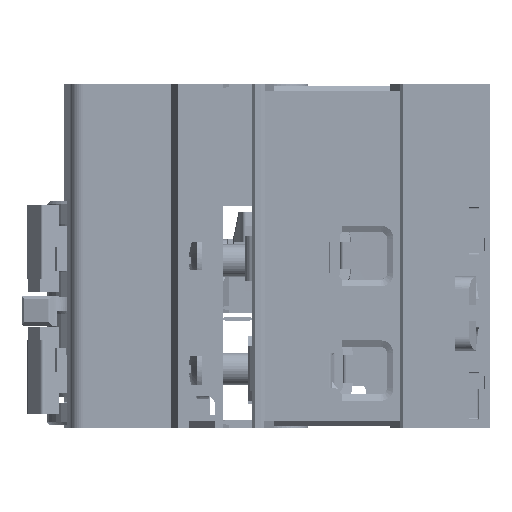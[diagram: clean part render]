
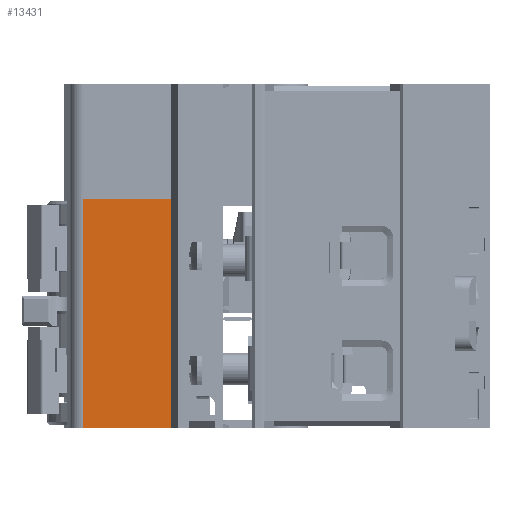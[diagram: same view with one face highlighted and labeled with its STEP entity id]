
A CAD part, left-side view. The second image highlights one B-rep face of the part: STEP entity #13431.
In plain terms, the highlighted planar face has unit normal (-1, 0, 0).
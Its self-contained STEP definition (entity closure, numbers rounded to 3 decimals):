
#5712=FACE_OUTER_BOUND('',#63069,.T.);
#13431=ADVANCED_FACE('',(#5712),#20923,.F.);
#20923=PLANE('',#158180);
#30520=LINE('',#221818,#48049);
#30522=LINE('',#221827,#48051);
#30523=LINE('',#221829,#48052);
#30524=LINE('',#221831,#48053);
#48049=VECTOR('',#178683,1.);
#48051=VECTOR('',#178691,1.);
#48052=VECTOR('',#178692,1.);
#48053=VECTOR('',#178693,1.);
#63069=EDGE_LOOP('',(#81442,#81443,#81444,#81445));
#81442=ORIENTED_EDGE('',*,*,#135114,.T.);
#81443=ORIENTED_EDGE('',*,*,#135115,.T.);
#81444=ORIENTED_EDGE('',*,*,#135116,.T.);
#81445=ORIENTED_EDGE('',*,*,#135110,.T.);
#118212=VERTEX_POINT('',#221819);
#118213=VERTEX_POINT('',#221820);
#118216=VERTEX_POINT('',#221828);
#118217=VERTEX_POINT('',#221830);
#135110=EDGE_CURVE('',#118212,#118213,#30520,.T.);
#135114=EDGE_CURVE('',#118213,#118216,#30522,.T.);
#135115=EDGE_CURVE('',#118216,#118217,#30523,.T.);
#135116=EDGE_CURVE('',#118217,#118212,#30524,.T.);
#158180=AXIS2_PLACEMENT_3D('',#221832,#178694,#178695);
#178683=DIRECTION('',(0.,0.,-1.));
#178691=DIRECTION('',(0.,-1.,0.));
#178692=DIRECTION('',(0.,0.,1.));
#178693=DIRECTION('',(0.,1.,0.));
#178694=DIRECTION('',(1.,0.,0.));
#178695=DIRECTION('',(0.,1.,0.));
#221818=CARTESIAN_POINT('',(18.5,63.211,35.606));
#221819=CARTESIAN_POINT('',(18.5,63.211,35.606));
#221820=CARTESIAN_POINT('',(18.5,63.211,0.006));
#221827=CARTESIAN_POINT('',(18.5,63.211,0.006));
#221828=CARTESIAN_POINT('',(18.5,49.55,0.006));
#221829=CARTESIAN_POINT('',(18.5,49.55,0.006));
#221830=CARTESIAN_POINT('',(18.5,49.55,35.606));
#221831=CARTESIAN_POINT('',(18.5,49.55,35.606));
#221832=CARTESIAN_POINT('',(18.5,64.208,17.806));
